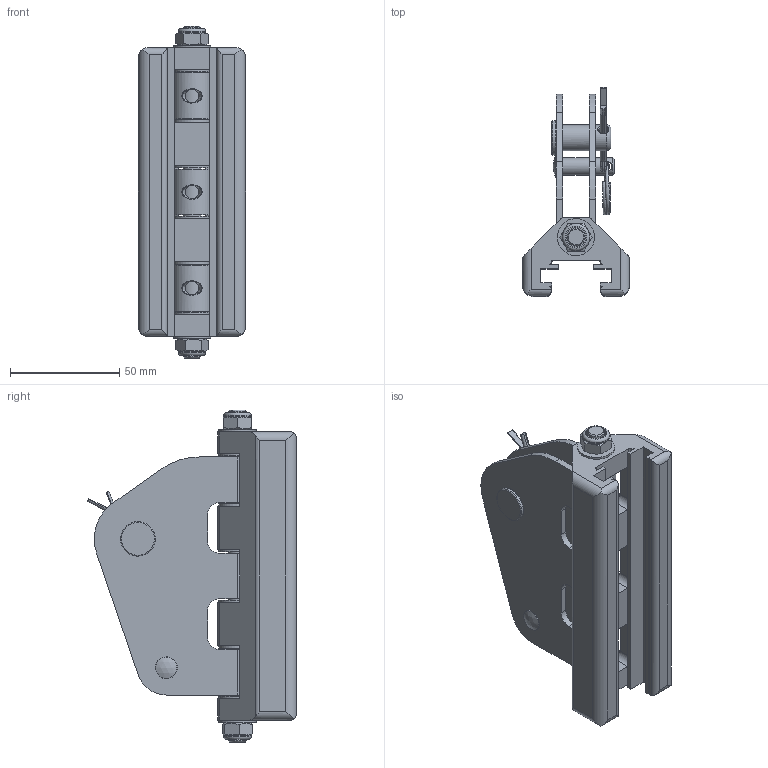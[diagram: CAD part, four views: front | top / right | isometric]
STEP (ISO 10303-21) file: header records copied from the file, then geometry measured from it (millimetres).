
FILE_DESCRIPTION(/* description */ (''),/* implementation_level */ '2;1');
FILE_NAME(/* name */ '672.002.stp',/* time_stamp */ '2022-03-21T10:59:55+01:00',/* author */ ('lucade'),/* organization */ (''),/* preprocessor_version */ 'ST-DEVELOPER v18.1',/* originating_system */ 'Autodesk Inventor 2021',/* authorisation */ '');
FILE_SCHEMA (('AUTOMOTIVE_DESIGN { 1 0 10303 214 3 1 1 }'));
Length unit declared in the file: millimetre
Products named in the file (1): 17112904
Bounding box: 49 x 95.63 x 152 mm (x, y, z)
Volume: 147137.5 mm3; surface area: 66909.3 mm2
Topology: 4 solids, 4 shells, 365 faces, 959 edges, 618 vertices
Faces by surface type: plane 146, cylinder 133, cone 32, bspline 28, torus 25, sphere 1
Full cylindrical faces by diameter (mm): 3 x1, 4 x1, 8 x4, 8.2 x10, 8.4 x6, 9 x2, 11.85 x1, 12.2 x2, 12.5 x2, 15.85 x1, 17 x8
Entity records: 13547 total; most frequent: CARTESIAN_POINT 4526, ORIENTED_EDGE 1920, DIRECTION 1836, EDGE_CURVE 960, AXIS2_PLACEMENT_3D 683, VERTEX_POINT 618, LINE 470, VECTOR 470
